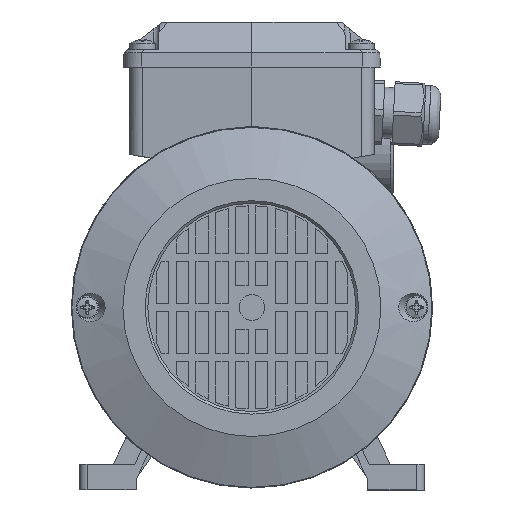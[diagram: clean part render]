
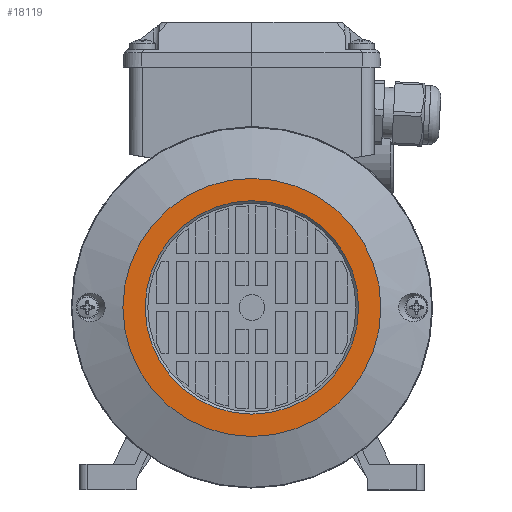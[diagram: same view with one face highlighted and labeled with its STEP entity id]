
A CAD part, left-side view. The second image highlights one B-rep face of the part: STEP entity #18119.
In plain terms, the highlighted planar face has unit normal (-1, 0, 0).
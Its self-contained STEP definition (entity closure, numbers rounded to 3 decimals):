
#17880=CARTESIAN_POINT('',(-188.5,50.178,71.));
#17881=VERTEX_POINT('',#17880);
#17882=CARTESIAN_POINT('',(-188.5,-50.178,71.));
#17883=VERTEX_POINT('',#17882);
#17884=CARTESIAN_POINT('',(-188.5,0.,71.));
#17885=DIRECTION('',(-1.,0.,0.));
#17886=DIRECTION('',(0.,-1.,0.));
#17887=AXIS2_PLACEMENT_3D('',#17884,#17885,#17886);
#17888=CIRCLE('',#17887,50.178);
#17889=EDGE_CURVE('',#17881,#17883,#17888,.T.);
#17891=CARTESIAN_POINT('',(-188.5,0.,71.));
#17892=DIRECTION('',(-1.,0.,0.));
#17893=DIRECTION('',(0.,-1.,0.));
#17894=AXIS2_PLACEMENT_3D('',#17891,#17892,#17893);
#17895=CIRCLE('',#17894,50.178);
#17896=EDGE_CURVE('',#17883,#17881,#17895,.T.);
#18090=CARTESIAN_POINT('',(-188.5,-100.357,-29.357));
#18091=DIRECTION('',(-1.0,0.0,0.0));
#18092=DIRECTION('',(0.0,0.,1.));
#18093=AXIS2_PLACEMENT_3D('',#18090,#18091,#18092);
#18094=PLANE('',#18093);
#18095=ORIENTED_EDGE('',*,*,#17896,.T.);
#18096=ORIENTED_EDGE('',*,*,#17889,.T.);
#18097=EDGE_LOOP('',(#18095,#18096));
#18098=FACE_OUTER_BOUND('',#18097,.T.);
#18099=CARTESIAN_POINT('',(-188.5,41.5,71.));
#18100=VERTEX_POINT('',#18099);
#18101=CARTESIAN_POINT('',(-188.5,-41.5,71.));
#18102=VERTEX_POINT('',#18101);
#18103=CARTESIAN_POINT('',(-188.5,0.,71.));
#18104=DIRECTION('',(-1.,0.,0.));
#18105=DIRECTION('',(0.,-1.,0.));
#18106=AXIS2_PLACEMENT_3D('',#18103,#18104,#18105);
#18107=CIRCLE('',#18106,41.5);
#18108=EDGE_CURVE('',#18100,#18102,#18107,.T.);
#18109=ORIENTED_EDGE('',*,*,#18108,.F.);
#18110=CARTESIAN_POINT('',(-188.5,0.,71.));
#18111=DIRECTION('',(-1.,0.,0.));
#18112=DIRECTION('',(0.,-1.,0.));
#18113=AXIS2_PLACEMENT_3D('',#18110,#18111,#18112);
#18114=CIRCLE('',#18113,41.5);
#18115=EDGE_CURVE('',#18102,#18100,#18114,.T.);
#18116=ORIENTED_EDGE('',*,*,#18115,.F.);
#18117=EDGE_LOOP('',(#18109,#18116));
#18118=FACE_BOUND('',#18117,.T.);
#18119=ADVANCED_FACE('',(#18098,#18118),#18094,.T.);
